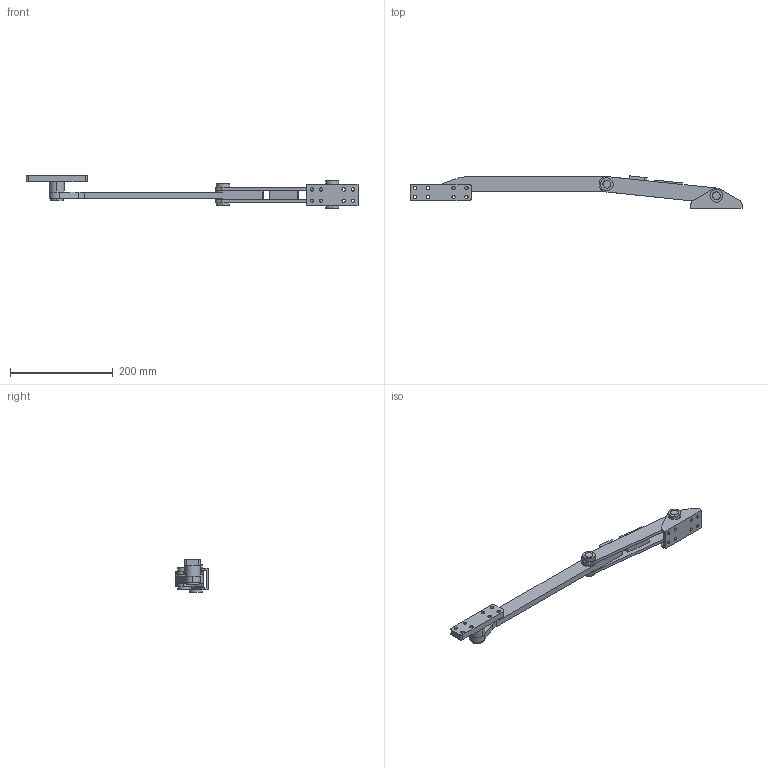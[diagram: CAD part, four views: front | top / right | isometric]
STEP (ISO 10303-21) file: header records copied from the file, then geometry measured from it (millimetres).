
FILE_DESCRIPTION (( 'STEP AP203' ), '1' );
FILE_NAME ('B-1456-1-L.STEP', '2009-12-16T08:14:05', ( ' ' ), ( ' ' ), 'SwSTEP 2.0', 'SolidWorks 2007', '' );
FILE_SCHEMA (( 'CONFIG_CONTROL_DESIGN' ));
Length unit declared in the file: millimetre
Products named in the file (15): B-1456-1-L幉僺儞A__棉太倌; B-1456-1-L軸ピン止め__ﾃﾞﾌｫﾙﾄ; B-1456-1-Lアーム用板材__ﾃﾞﾌｫﾙﾄ; B-1456-1-L僗僩僢僷乕__棉太倌; B-1456-1-L傾乕儉A__棉太倌; B-1456-1-L僇儔乕B__棉太倌; B-1456-1-L幉僺儞B__棉太倌; B-1456-1-L幉僺儞C__棉太倌; B-1456-1-L僽儔働僢僩B__棉太倌; B-1456-1-L傾乕儉B-1__棉太倌; B-1456-1-L儚僢僔儍乕B__棉太倌; B-1456-1-L僽儔働僢僩A__棉太倌; B-1456-1-L僇儔乕A__棉太倌; B-1456-1-L儚僢僔儍乕A__棉太倌; B-1456-1-L
Assembly tree (18 placements, depth 2):
  B-1456-1-L
    B-1456-1-L傾乕儉A__棉太倌
    B-1456-1-L幉僺儞B__棉太倌
    B-1456-1-L儚僢僔儍乕A__棉太倌  x2
    B-1456-1-L僽儔働僢僩B__棉太倌
    B-1456-1-L僇儔乕A__棉太倌
    B-1456-1-L僽儔働僢僩A__棉太倌
    B-1456-1-L僗僩僢僷乕__棉太倌
    B-1456-1-L僇儔乕B__棉太倌
    B-1456-1-L幉僺儞C__棉太倌
    B-1456-1-L傾乕儉B-1__棉太倌  x2
    B-1456-1-Lアーム用板材__ﾃﾞﾌｫﾙﾄ
    B-1456-1-L儚僢僔儍乕B__棉太倌  x2
    B-1456-1-L軸ピン止め__ﾃﾞﾌｫﾙﾄ  x2
    B-1456-1-L幉僺儞A__棉太倌
Bounding box: 647.82 x 62.88 x 64 mm (x, y, z)
Volume: 385882.6 mm3; surface area: 137373.6 mm2
Topology: 18 solids, 18 shells, 199 faces, 475 edges, 316 vertices
Faces by surface type: cylinder 121, plane 78
Entity records: 6917 total; most frequent: DIRECTION 998, CARTESIAN_POINT 877, ORIENTED_EDGE 824, EDGE_CURVE 412, AXIS2_PLACEMENT_3D 395, VERTEX_POINT 274, EDGE_LOOP 230, VECTOR 208
